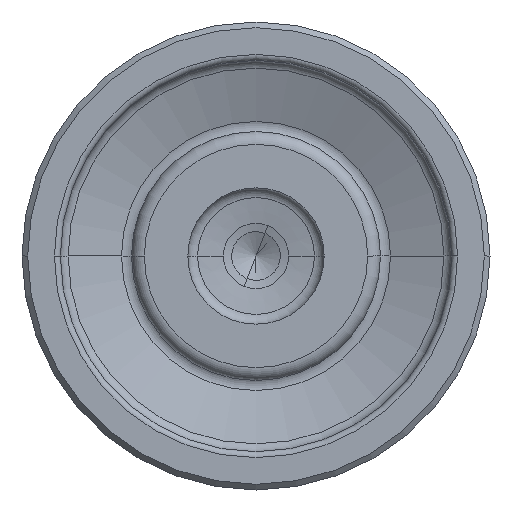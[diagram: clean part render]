
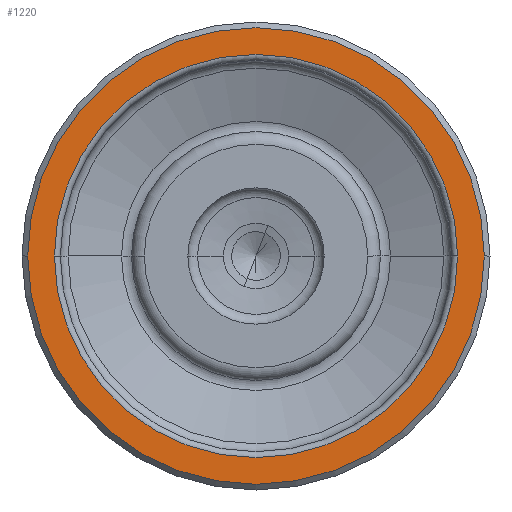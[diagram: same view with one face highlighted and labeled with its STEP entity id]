
A CAD part, front view. The second image highlights one B-rep face of the part: STEP entity #1220.
In plain terms, the highlighted planar face has unit normal (0, -1, 0).
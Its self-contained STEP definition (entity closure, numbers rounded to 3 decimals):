
#25 = AXIS2_PLACEMENT_3D ( 'NONE', #1560, #510, #1751 ) ;
#85 = CARTESIAN_POINT ( 'NONE',  ( -17., -0.396, 0. ) ) ;
#119 = EDGE_CURVE ( 'NONE', #1287, #1744, #2089, .T. ) ;
#126 = AXIS2_PLACEMENT_3D ( 'NONE', #1337, #281, #1512 ) ;
#216 = CIRCLE ( 'NONE', #126, 17. ) ;
#273 = ORIENTED_EDGE ( 'NONE', *, *, #1191, .T. ) ;
#281 = DIRECTION ( 'NONE',  ( 0., 1., 0. ) ) ;
#335 = CARTESIAN_POINT ( 'NONE',  ( 16.5, -0.396, 0. ) ) ;
#404 = EDGE_CURVE ( 'NONE', #862, #1376, #496, .T. ) ;
#496 = CIRCLE ( 'NONE', #25, 19.25 ) ;
#507 = PLANE ( 'NONE',  #1591 ) ;
#510 = DIRECTION ( 'NONE',  ( 0., -1., 0. ) ) ;
#723 = FACE_OUTER_BOUND ( 'NONE', #1689, .T. ) ;
#773 = EDGE_LOOP ( 'NONE', ( #1646, #1421 ) ) ;
#775 = AXIS2_PLACEMENT_3D ( 'NONE', #848, #2070, #1015 ) ;
#848 = CARTESIAN_POINT ( 'NONE',  ( 0., -0.396, 0. ) ) ;
#858 = FACE_BOUND ( 'NONE', #773, .T. ) ;
#862 = VERTEX_POINT ( 'NONE', #1006 ) ;
#1006 = CARTESIAN_POINT ( 'NONE',  ( 19.25, -0.396, 0. ) ) ;
#1009 = CARTESIAN_POINT ( 'NONE',  ( 0., -0.396, 0. ) ) ;
#1015 = DIRECTION ( 'NONE',  ( -1., 0., 0. ) ) ;
#1172 = CARTESIAN_POINT ( 'NONE',  ( -19.25, -0.396, 0. ) ) ;
#1191 = EDGE_CURVE ( 'NONE', #1376, #862, #1739, .T. ) ;
#1193 = DIRECTION ( 'NONE',  ( -1., 0., 0. ) ) ;
#1213 = DIRECTION ( 'NONE',  ( -1., 0., 0. ) ) ;
#1220 = ADVANCED_FACE ( 'NONE', ( #858, #723 ), #507, .F. ) ;
#1287 = VERTEX_POINT ( 'NONE', #2116 ) ;
#1337 = CARTESIAN_POINT ( 'NONE',  ( 0., -0.396, 0. ) ) ;
#1341 = EDGE_CURVE ( 'NONE', #1744, #1287, #216, .T. ) ;
#1376 = VERTEX_POINT ( 'NONE', #1172 ) ;
#1421 = ORIENTED_EDGE ( 'NONE', *, *, #119, .T. ) ;
#1424 = AXIS2_PLACEMENT_3D ( 'NONE', #1009, #2240, #1193 ) ;
#1512 = DIRECTION ( 'NONE',  ( -1., 0., 0. ) ) ;
#1560 = CARTESIAN_POINT ( 'NONE',  ( 0., -0.396, 0. ) ) ;
#1591 = AXIS2_PLACEMENT_3D ( 'NONE', #335, #2260, #1213 ) ;
#1646 = ORIENTED_EDGE ( 'NONE', *, *, #1341, .T. ) ;
#1689 = EDGE_LOOP ( 'NONE', ( #273, #1736 ) ) ;
#1736 = ORIENTED_EDGE ( 'NONE', *, *, #404, .T. ) ;
#1739 = CIRCLE ( 'NONE', #775, 19.25 ) ;
#1744 = VERTEX_POINT ( 'NONE', #85 ) ;
#1751 = DIRECTION ( 'NONE',  ( -1., 0., 0. ) ) ;
#2070 = DIRECTION ( 'NONE',  ( 0., -1., 0. ) ) ;
#2089 = CIRCLE ( 'NONE', #1424, 17. ) ;
#2116 = CARTESIAN_POINT ( 'NONE',  ( 17., -0.396, 0. ) ) ;
#2240 = DIRECTION ( 'NONE',  ( 0., 1., 0. ) ) ;
#2260 = DIRECTION ( 'NONE',  ( 0., 1., 0. ) ) ;
